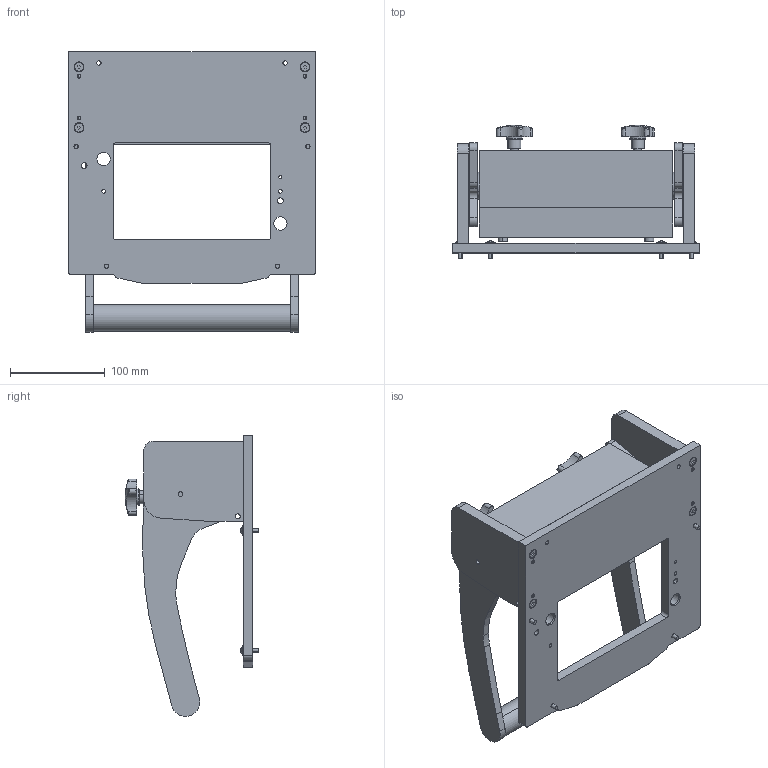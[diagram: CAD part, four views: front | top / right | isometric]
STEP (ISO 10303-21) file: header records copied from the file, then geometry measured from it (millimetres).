
FILE_DESCRIPTION (( 'STEP AP214' ), '1' );
FILE_NAME ('INGUN_45910.STEP', '2024-11-15T14:44:40', ( '' ), ( '' ), 'SwSTEP 2.0', 'SolidWorks 2023', '' );
FILE_SCHEMA (( 'AUTOMOTIVE_DESIGN' ));
Length unit declared in the file: millimetre
Products named in the file (17): 40594~2_S; 38608~7_KUNDE<S>; 39057~2_S; 17281~0_S; 39399~5_KUNDE<S>; DIN125~n_02,2 M02,0; INGUN_45910; 38781~9_S; 40891~1_KUNDE<S>; 40572~2_KUNDE<S>; 38784~1_S; DIN6325~n_04,0m6x014; DIN6325~n_04,0m6x020; 26724~0; 41362~0_S; DIN7991~n_M05,0x020; 40595~1_KUNDE<S>
Assembly tree (32 placements, depth 2):
  INGUN_45910
    38781~9_S
    40572~2_KUNDE<S>
    40595~1_KUNDE<S>
    40891~1_KUNDE<S>  x2
    38784~1_S
    40594~2_S
    38608~7_KUNDE<S>
    39399~5_KUNDE<S>
    39057~2_S  x2
    17281~0_S
    41362~0_S  x2
    DIN125~n_02,2 M02,0  x2
    DIN6325~n_04,0m6x020  x4
    DIN6325~n_04,0m6x014  x4
    26724~0  x4
    DIN7991~n_M05,0x020  x4
Bounding box: 260 x 140.4 x 295.61 mm (x, y, z)
Volume: 1398816.1 mm3; surface area: 378983.1 mm2
Topology: 32 solids, 32 shells, 601 faces, 1461 edges, 937 vertices
Faces by surface type: plane 218, cylinder 213, cone 92, sphere 40, bspline 30, torus 8
Entity records: 11408 total; most frequent: CARTESIAN_POINT 2663, DIRECTION 1827, ORIENTED_EDGE 1610, EDGE_CURVE 805, AXIS2_PLACEMENT_3D 723, VERTEX_POINT 525, EDGE_LOOP 412, VECTOR 381
